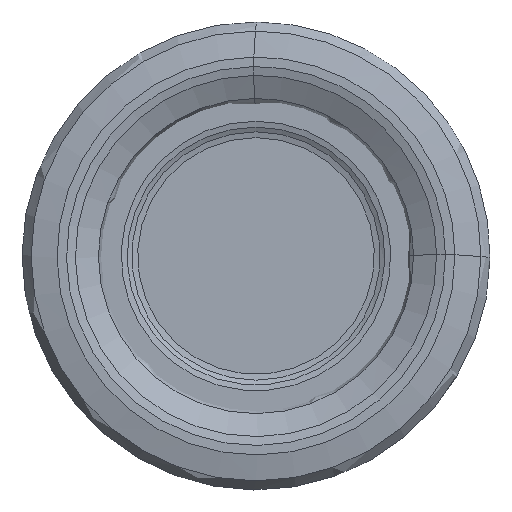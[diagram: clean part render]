
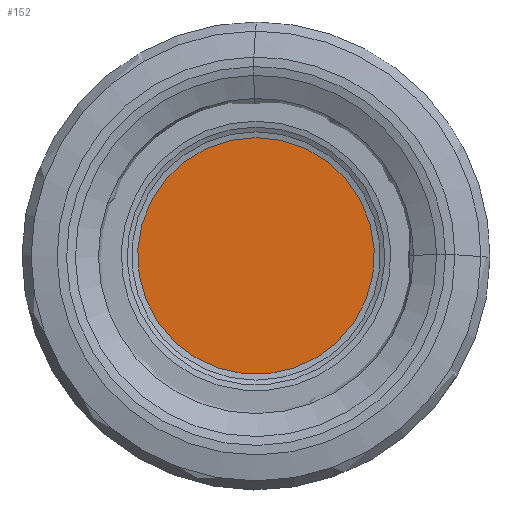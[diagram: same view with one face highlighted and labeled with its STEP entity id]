
A CAD part, left-side view. The second image highlights one B-rep face of the part: STEP entity #152.
In plain terms, the highlighted planar face has unit normal (-1, 0, 0).
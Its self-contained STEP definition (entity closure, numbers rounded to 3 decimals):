
#118=PLANE('',#747);
#152=ADVANCED_FACE('',(#233),#118,.F.);
#233=FACE_OUTER_BOUND('',#265,.T.);
#265=EDGE_LOOP('',(#484));
#343=CIRCLE('',#746,20.232);
#484=ORIENTED_EDGE('',*,*,#637,.T.);
#556=VERTEX_POINT('',#1437);
#637=EDGE_CURVE('',#556,#556,#343,.T.);
#746=AXIS2_PLACEMENT_3D('',#1436,#889,#890);
#747=AXIS2_PLACEMENT_3D('',#1438,#891,#892);
#889=DIRECTION('',(-1.,0.,0.));
#890=DIRECTION('',(0.,0.,1.));
#891=DIRECTION('',(1.,0.,0.));
#892=DIRECTION('',(0.,0.,-1.));
#1436=CARTESIAN_POINT('',(4.5,0.,0.));
#1437=CARTESIAN_POINT('',(4.5,0.,20.232));
#1438=CARTESIAN_POINT('',(4.5,20.232,0.));
